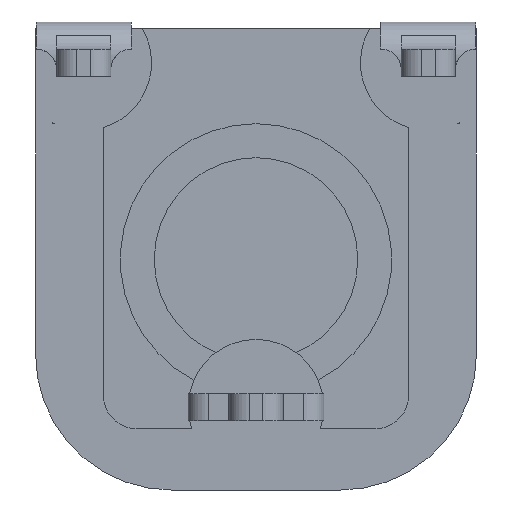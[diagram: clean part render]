
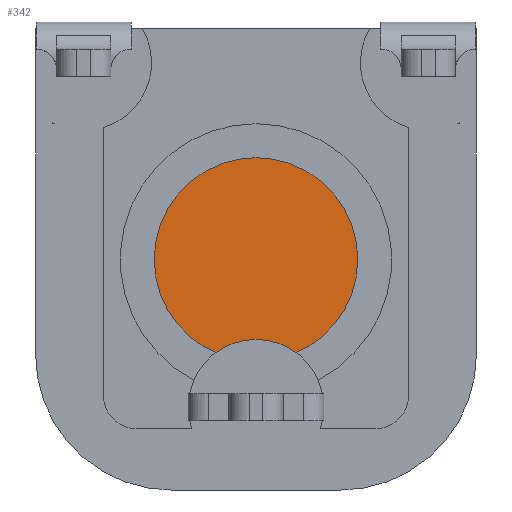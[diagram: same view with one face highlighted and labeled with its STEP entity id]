
A CAD part, front view. The second image highlights one B-rep face of the part: STEP entity #342.
In plain terms, the highlighted planar face has unit normal (0, -1, 0).
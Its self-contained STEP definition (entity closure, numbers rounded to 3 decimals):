
#78 = EDGE_CURVE ( 'NONE', #2971, #4881, #3830, .T. ) ;
#226 = DIRECTION ( 'NONE',  ( 0., 1., 0. ) ) ;
#342 = ADVANCED_FACE ( 'NONE', ( #2811 ), #5873, .T. ) ;
#370 = DIRECTION ( 'NONE',  ( 0., 0., -1. ) ) ;
#433 = EDGE_CURVE ( 'NONE', #4881, #2971, #6006, .T. ) ;
#745 = AXIS2_PLACEMENT_3D ( 'NONE', #7647, #4076, #370 ) ;
#1666 = DIRECTION ( 'NONE',  ( 0., 1., 0. ) ) ;
#1776 = CARTESIAN_POINT ( 'NONE',  ( 0., 0.3, 0. ) ) ;
#1880 = CARTESIAN_POINT ( 'NONE',  ( 0., 0.3, -1.5 ) ) ;
#1906 = CARTESIAN_POINT ( 'NONE',  ( 0., 0.3, 1.5 ) ) ;
#2545 = ORIENTED_EDGE ( 'NONE', *, *, #433, .F. ) ;
#2710 = DIRECTION ( 'NONE',  ( 0., 0., -1. ) ) ;
#2811 = FACE_OUTER_BOUND ( 'NONE', #3176, .T. ) ;
#2971 = VERTEX_POINT ( 'NONE', #1880 ) ;
#3176 = EDGE_LOOP ( 'NONE', ( #2545, #7389 ) ) ;
#3271 = CARTESIAN_POINT ( 'NONE',  ( 0., 0.3, 0. ) ) ;
#3830 = CIRCLE ( 'NONE', #6912, 1.5 ) ;
#4076 = DIRECTION ( 'NONE',  ( 0., -1., 0. ) ) ;
#4599 = AXIS2_PLACEMENT_3D ( 'NONE', #1776, #1666, #7790 ) ;
#4881 = VERTEX_POINT ( 'NONE', #1906 ) ;
#5873 = PLANE ( 'NONE',  #745 ) ;
#6006 = CIRCLE ( 'NONE', #4599, 1.5 ) ;
#6912 = AXIS2_PLACEMENT_3D ( 'NONE', #3271, #226, #2710 ) ;
#7389 = ORIENTED_EDGE ( 'NONE', *, *, #78, .F. ) ;
#7647 = CARTESIAN_POINT ( 'NONE',  ( -1.75, 0.3, -2. ) ) ;
#7790 = DIRECTION ( 'NONE',  ( 0., 0., -1. ) ) ;
